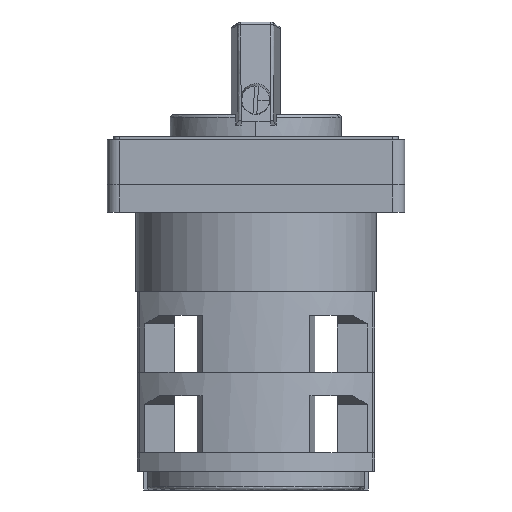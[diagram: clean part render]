
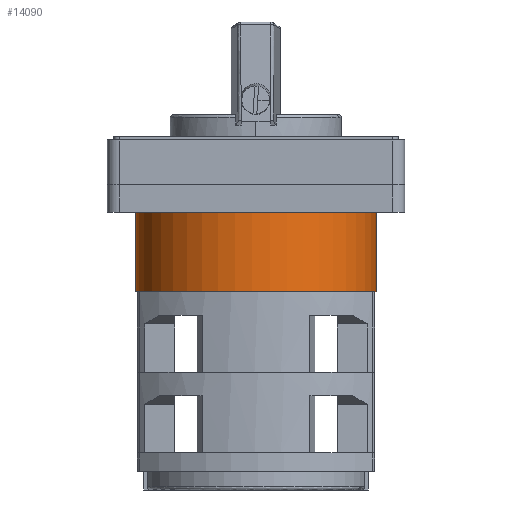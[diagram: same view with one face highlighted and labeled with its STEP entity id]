
A CAD part, front view. The second image highlights one B-rep face of the part: STEP entity #14090.
In plain terms, the highlighted cylindrical face has radius 19.4 mm (diameter 38.8 mm), a partial arc.
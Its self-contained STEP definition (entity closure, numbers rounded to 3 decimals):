
#13957=CARTESIAN_POINT('',(26.192,26.376,52.241));
#13958=DIRECTION('',(0.,0.,1.));
#13959=DIRECTION('',(-1.,0.,0.));
#13960=AXIS2_PLACEMENT_3D('',#13957,#13958,#13959);
#13961=CYLINDRICAL_SURFACE('',#13960,19.4);
#13962=CARTESIAN_POINT('',(45.592,26.376,52.241));
#13963=VERTEX_POINT('',#13962);
#13964=CARTESIAN_POINT('',(6.792,26.376,52.241));
#13965=VERTEX_POINT('',#13964);
#13966=CARTESIAN_POINT('',(45.592,26.376,52.241));
#13967=CARTESIAN_POINT('',(45.592,25.106,52.241));
#13968=CARTESIAN_POINT('',(45.466,23.836,52.241));
#13969=CARTESIAN_POINT('',(45.219,22.591,52.241));
#13970=CARTESIAN_POINT('',(44.971,21.345,52.241));
#13971=CARTESIAN_POINT('',(44.601,20.125,52.241));
#13972=CARTESIAN_POINT('',(44.115,18.952,52.241));
#13973=CARTESIAN_POINT('',(43.629,17.778,52.241));
#13974=CARTESIAN_POINT('',(43.027,16.653,52.241));
#13975=CARTESIAN_POINT('',(42.322,15.598,52.241));
#13976=CARTESIAN_POINT('',(41.617,14.542,52.241));
#13977=CARTESIAN_POINT('',(40.807,13.556,52.241));
#13978=CARTESIAN_POINT('',(39.909,12.658,52.241));
#13979=CARTESIAN_POINT('',(39.012,11.76,52.241));
#13980=CARTESIAN_POINT('',(38.025,10.95,52.241));
#13981=CARTESIAN_POINT('',(36.97,10.245,52.241));
#13982=CARTESIAN_POINT('',(35.914,9.54,52.241));
#13983=CARTESIAN_POINT('',(34.789,8.938,52.241));
#13984=CARTESIAN_POINT('',(33.616,8.452,52.241));
#13985=CARTESIAN_POINT('',(32.443,7.966,52.241));
#13986=CARTESIAN_POINT('',(31.222,7.596,52.241));
#13987=CARTESIAN_POINT('',(29.976,7.348,52.241));
#13988=CARTESIAN_POINT('',(28.731,7.101,52.241));
#13989=CARTESIAN_POINT('',(27.461,6.976,52.241));
#13990=CARTESIAN_POINT('',(26.192,6.976,52.241));
#13991=CARTESIAN_POINT('',(24.922,6.976,52.241));
#13992=CARTESIAN_POINT('',(23.652,7.101,52.241));
#13993=CARTESIAN_POINT('',(22.407,7.348,52.241));
#13994=CARTESIAN_POINT('',(21.161,7.596,52.241));
#13995=CARTESIAN_POINT('',(19.941,7.966,52.241));
#13996=CARTESIAN_POINT('',(18.767,8.452,52.241));
#13997=CARTESIAN_POINT('',(17.594,8.938,52.241));
#13998=CARTESIAN_POINT('',(16.469,9.54,52.241));
#13999=CARTESIAN_POINT('',(15.413,10.245,52.241));
#14000=CARTESIAN_POINT('',(14.358,10.95,52.241));
#14001=CARTESIAN_POINT('',(13.372,11.76,52.241));
#14002=CARTESIAN_POINT('',(12.474,12.658,52.241));
#14003=CARTESIAN_POINT('',(11.576,13.556,52.241));
#14004=CARTESIAN_POINT('',(10.766,14.542,52.241));
#14005=CARTESIAN_POINT('',(10.061,15.598,52.241));
#14006=CARTESIAN_POINT('',(9.356,16.653,52.241));
#14007=CARTESIAN_POINT('',(8.754,17.778,52.241));
#14008=CARTESIAN_POINT('',(8.268,18.952,52.241));
#14009=CARTESIAN_POINT('',(7.782,20.125,52.241));
#14010=CARTESIAN_POINT('',(7.412,21.345,52.241));
#14011=CARTESIAN_POINT('',(7.164,22.591,52.241));
#14012=CARTESIAN_POINT('',(6.917,23.836,52.241));
#14013=CARTESIAN_POINT('',(6.792,25.106,52.241));
#14014=CARTESIAN_POINT('',(6.792,26.376,52.241));
#14015=B_SPLINE_CURVE_WITH_KNOTS('',3,(#13966,#13967,#13968,#13969,#13970,#13971,#13972,#13973,#13974,#13975,#13976,#13977,#13978,#13979,#13980,#13981,#13982,#13983,#13984,#13985,#13986,#13987,#13988,#13989,#13990,#13991,
#13992,#13993,#13994,#13995,#13996,#13997,#13998,#13999,#14000,#14001,#14002,#14003,#14004,#14005,#14006,#14007,#14008,#14009,#14010,#14011,#14012,#14013,#14014),.UNSPECIFIED.,.F.,.F.,(4,3,3,3,3,3,3,3,3,3,3,3,3,3,3,3,4),(0.,11.25,22.5,33.75,45.,56.25,67.5,78.75,90.,101.25,112.5,123.75,135.,146.25,157.5,168.75,180.),.UNSPECIFIED.);
#14016=EDGE_CURVE('NONE',#13963,#13965,#14015,.T.);
#14017=ORIENTED_EDGE('',*,*,#14016,.F.);
#14018=CARTESIAN_POINT('',(45.592,26.376,65.041));
#14019=VERTEX_POINT('',#14018);
#14020=CARTESIAN_POINT('',(45.592,26.376,52.241));
#14021=CARTESIAN_POINT('',(45.592,26.376,56.508));
#14022=CARTESIAN_POINT('',(45.592,26.376,60.775));
#14023=CARTESIAN_POINT('',(45.592,26.376,65.041));
#14024=B_SPLINE_CURVE_WITH_KNOTS('',3,(#14020,#14021,#14022,#14023),.UNSPECIFIED.,.F.,.F.,(4,4),(0.,12.8),.UNSPECIFIED.);
#14025=EDGE_CURVE('NONE',#13963,#14019,#14024,.T.);
#14026=ORIENTED_EDGE('',*,*,#14025,.T.);
#14027=CARTESIAN_POINT('',(6.792,26.376,65.041));
#14028=VERTEX_POINT('',#14027);
#14029=CARTESIAN_POINT('',(45.592,26.376,65.041));
#14030=CARTESIAN_POINT('',(45.592,25.106,65.041));
#14031=CARTESIAN_POINT('',(45.466,23.836,65.041));
#14032=CARTESIAN_POINT('',(45.219,22.591,65.041));
#14033=CARTESIAN_POINT('',(44.971,21.345,65.041));
#14034=CARTESIAN_POINT('',(44.601,20.125,65.041));
#14035=CARTESIAN_POINT('',(44.115,18.952,65.041));
#14036=CARTESIAN_POINT('',(43.629,17.778,65.041));
#14037=CARTESIAN_POINT('',(43.027,16.653,65.041));
#14038=CARTESIAN_POINT('',(42.322,15.598,65.041));
#14039=CARTESIAN_POINT('',(41.617,14.542,65.041));
#14040=CARTESIAN_POINT('',(40.807,13.556,65.041));
#14041=CARTESIAN_POINT('',(39.909,12.658,65.041));
#14042=CARTESIAN_POINT('',(39.012,11.76,65.041));
#14043=CARTESIAN_POINT('',(38.025,10.95,65.041));
#14044=CARTESIAN_POINT('',(36.97,10.245,65.041));
#14045=CARTESIAN_POINT('',(35.914,9.54,65.041));
#14046=CARTESIAN_POINT('',(34.789,8.938,65.041));
#14047=CARTESIAN_POINT('',(33.616,8.452,65.041));
#14048=CARTESIAN_POINT('',(32.443,7.966,65.041));
#14049=CARTESIAN_POINT('',(31.222,7.596,65.041));
#14050=CARTESIAN_POINT('',(29.976,7.348,65.041));
#14051=CARTESIAN_POINT('',(28.731,7.101,65.041));
#14052=CARTESIAN_POINT('',(27.461,6.976,65.041));
#14053=CARTESIAN_POINT('',(26.192,6.976,65.041));
#14054=CARTESIAN_POINT('',(24.922,6.976,65.041));
#14055=CARTESIAN_POINT('',(23.652,7.101,65.041));
#14056=CARTESIAN_POINT('',(22.407,7.348,65.041));
#14057=CARTESIAN_POINT('',(21.161,7.596,65.041));
#14058=CARTESIAN_POINT('',(19.941,7.966,65.041));
#14059=CARTESIAN_POINT('',(18.767,8.452,65.041));
#14060=CARTESIAN_POINT('',(17.594,8.938,65.041));
#14061=CARTESIAN_POINT('',(16.469,9.54,65.041));
#14062=CARTESIAN_POINT('',(15.413,10.245,65.041));
#14063=CARTESIAN_POINT('',(14.358,10.95,65.041));
#14064=CARTESIAN_POINT('',(13.372,11.76,65.041));
#14065=CARTESIAN_POINT('',(12.474,12.658,65.041));
#14066=CARTESIAN_POINT('',(11.576,13.556,65.041));
#14067=CARTESIAN_POINT('',(10.766,14.542,65.041));
#14068=CARTESIAN_POINT('',(10.061,15.598,65.041));
#14069=CARTESIAN_POINT('',(9.356,16.653,65.041));
#14070=CARTESIAN_POINT('',(8.754,17.778,65.041));
#14071=CARTESIAN_POINT('',(8.268,18.952,65.041));
#14072=CARTESIAN_POINT('',(7.782,20.125,65.041));
#14073=CARTESIAN_POINT('',(7.412,21.345,65.041));
#14074=CARTESIAN_POINT('',(7.164,22.591,65.041));
#14075=CARTESIAN_POINT('',(6.917,23.836,65.041));
#14076=CARTESIAN_POINT('',(6.792,25.106,65.041));
#14077=CARTESIAN_POINT('',(6.792,26.376,65.041));
#14078=B_SPLINE_CURVE_WITH_KNOTS('',3,(#14029,#14030,#14031,#14032,#14033,#14034,#14035,#14036,#14037,#14038,#14039,#14040,#14041,#14042,#14043,#14044,#14045,#14046,#14047,#14048,#14049,#14050,#14051,#14052,#14053,#14054,
#14055,#14056,#14057,#14058,#14059,#14060,#14061,#14062,#14063,#14064,#14065,#14066,#14067,#14068,#14069,#14070,#14071,#14072,#14073,#14074,#14075,#14076,#14077),.UNSPECIFIED.,.F.,.F.,(4,3,3,3,3,3,3,3,3,3,3,3,3,3,3,3,4),(0.,11.25,22.5,33.75,45.,56.25,67.5,78.75,90.,101.25,112.5,123.75,135.,146.25,157.5,168.75,180.),.UNSPECIFIED.);
#14079=EDGE_CURVE('NONE',#14019,#14028,#14078,.T.);
#14080=ORIENTED_EDGE('',*,*,#14079,.T.);
#14081=CARTESIAN_POINT('',(6.792,26.376,52.241));
#14082=CARTESIAN_POINT('',(6.792,26.376,56.508));
#14083=CARTESIAN_POINT('',(6.792,26.376,60.775));
#14084=CARTESIAN_POINT('',(6.792,26.376,65.041));
#14085=B_SPLINE_CURVE_WITH_KNOTS('',3,(#14081,#14082,#14083,#14084),.UNSPECIFIED.,.F.,.F.,(4,4),(0.,12.8),.UNSPECIFIED.);
#14086=EDGE_CURVE('NONE',#13965,#14028,#14085,.T.);
#14087=ORIENTED_EDGE('',*,*,#14086,.F.);
#14088=EDGE_LOOP('',(#14017,#14026,#14080,#14087));
#14089=FACE_BOUND('',#14088,.T.);
#14090=ADVANCED_FACE('NONE',(#14089),#13961,.T.);
